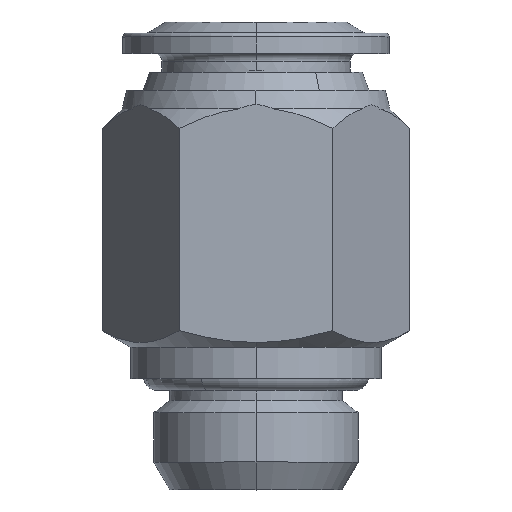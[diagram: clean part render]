
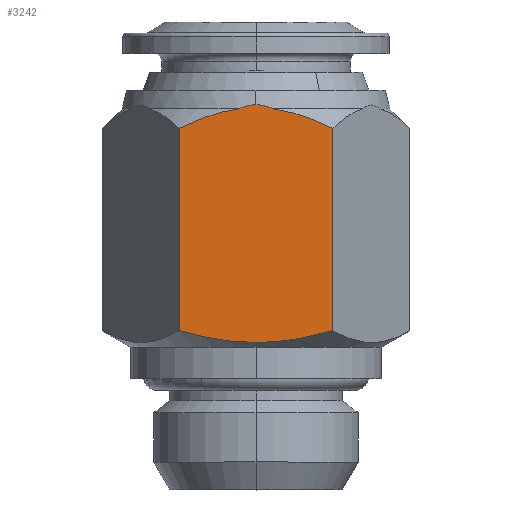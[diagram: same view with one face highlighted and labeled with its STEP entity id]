
A CAD part, top view. The second image highlights one B-rep face of the part: STEP entity #3242.
In plain terms, the highlighted planar face has unit normal (0, 0, 1).
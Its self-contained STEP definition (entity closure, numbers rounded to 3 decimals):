
#37 = CARTESIAN_POINT ( 'NONE',  ( -1.105, 24.3, 8.5 ) ) ;
#45 = CARTESIAN_POINT ( 'NONE',  ( -4.907, 23.057, 8.5 ) ) ;
#55 = EDGE_CURVE ( 'NONE', #1334, #2795, #1472, .T. ) ;
#97 = ORIENTED_EDGE ( 'NONE', *, *, #1556, .F. ) ;
#123 = CARTESIAN_POINT ( 'NONE',  ( -1.105, 24.3, 8.5 ) ) ;
#206 = CARTESIAN_POINT ( 'NONE',  ( -0.932, 24.383, 8.5 ) ) ;
#208 = CARTESIAN_POINT ( 'NONE',  ( 0.38, 24.543, 8.5 ) ) ;
#211 = CARTESIAN_POINT ( 'NONE',  ( -3.291, 9.724, 8.5 ) ) ;
#271 = EDGE_CURVE ( 'NONE', #2063, #3610, #427, .T. ) ;
#280 = CARTESIAN_POINT ( 'NONE',  ( 0., 24.567, 8.5 ) ) ;
#328 = ORIENTED_EDGE ( 'NONE', *, *, #2685, .T. ) ;
#364 = EDGE_CURVE ( 'NONE', #2795, #3295, #2431, .T. ) ;
#427 = B_SPLINE_CURVE_WITH_KNOTS ( 'NONE', 3,
 ( #280, #2950, #208, #2991, #2276, #1149 ),
 .UNSPECIFIED., .F., .F.,
 ( 4, 2, 4 ),
 ( 0.007, 0.007, 0.008 ),
 .UNSPECIFIED. ) ;
#552 = ORIENTED_EDGE ( 'NONE', *, *, #975, .F. ) ;
#585 = CARTESIAN_POINT ( 'NONE',  ( -0.83, 9.389, 8.5 ) ) ;
#668 = CARTESIAN_POINT ( 'NONE',  ( -3.694, 23.623, 8.5 ) ) ;
#689 = CARTESIAN_POINT ( 'NONE',  ( -4.307, 23.357, 8.5 ) ) ;
#707 = VECTOR ( 'NONE', #3191, 1000. ) ;
#781 = CARTESIAN_POINT ( 'NONE',  ( -4.907, 10.148, 8.5 ) ) ;
#792 = B_SPLINE_CURVE_WITH_KNOTS ( 'NONE', 3,
 ( #2705, #1729, #1156, #2996, #2333, #3841 ),
 .UNSPECIFIED., .F., .F.,
 ( 4, 2, 4 ),
 ( 0.023, 0.026, 0.028 ),
 .UNSPECIFIED. ) ;
#845 = CARTESIAN_POINT ( 'NONE',  ( -1.654, 9.46, 8.5 ) ) ;
#848 = DIRECTION ( 'NONE',  ( 0., 0., 1. ) ) ;
#975 = EDGE_CURVE ( 'NONE', #3295, #2063, #2575, .T. ) ;
#1040 = CARTESIAN_POINT ( 'NONE',  ( 3.689, 23.625, 8.5 ) ) ;
#1041 = EDGE_CURVE ( 'NONE', #3345, #1414, #792, .T. ) ;
#1076 = CARTESIAN_POINT ( 'NONE',  ( -4.907, 23.057, 8.5 ) ) ;
#1089 = CARTESIAN_POINT ( 'NONE',  ( 1.105, 24.3, 8.5 ) ) ;
#1097 = CARTESIAN_POINT ( 'NONE',  ( -0.383, 24.542, 8.5 ) ) ;
#1149 = CARTESIAN_POINT ( 'NONE',  ( 1.105, 24.3, 8.5 ) ) ;
#1156 = CARTESIAN_POINT ( 'NONE',  ( 3.31, 9.728, 8.5 ) ) ;
#1334 = VERTEX_POINT ( 'NONE', #781 ) ;
#1389 = PLANE ( 'NONE',  #3626 ) ;
#1411 = CARTESIAN_POINT ( 'NONE',  ( -4.907, 5.5, 8.5 ) ) ;
#1414 = VERTEX_POINT ( 'NONE', #3787 ) ;
#1472 = LINE ( 'NONE', #2675, #707 ) ;
#1556 = EDGE_CURVE ( 'NONE', #1414, #1334, #2173, .T. ) ;
#1567 = CARTESIAN_POINT ( 'NONE',  ( -1.436, 24.257, 8.5 ) ) ;
#1568 = CARTESIAN_POINT ( 'NONE',  ( 4.907, 5.5, 8.5 ) ) ;
#1663 = CARTESIAN_POINT ( 'NONE',  ( 0., 24.567, 8.5 ) ) ;
#1672 = CARTESIAN_POINT ( 'NONE',  ( -0.191, 24.567, 8.5 ) ) ;
#1688 = CARTESIAN_POINT ( 'NONE',  ( 2.425, 24.052, 8.5 ) ) ;
#1729 = CARTESIAN_POINT ( 'NONE',  ( 4.114, 9.919, 8.5 ) ) ;
#1878 = CARTESIAN_POINT ( 'NONE',  ( -2.745, 23.944, 8.5 ) ) ;
#1946 = CARTESIAN_POINT ( 'NONE',  ( -0.752, 24.451, 8.5 ) ) ;
#2003 = FACE_OUTER_BOUND ( 'NONE', #2006, .T. ) ;
#2006 = EDGE_LOOP ( 'NONE', ( #328, #2193, #2878, #552, #3084, #3814, #97, #2970 ) ) ;
#2063 = VERTEX_POINT ( 'NONE', #1663 ) ;
#2173 = B_SPLINE_CURVE_WITH_KNOTS ( 'NONE', 3,
 ( #3785, #585, #845, #211, #2960, #2318 ),
 .UNSPECIFIED., .F., .F.,
 ( 4, 2, 4 ),
 ( 0.028, 0.031, 0.033 ),
 .UNSPECIFIED. ) ;
#2193 = ORIENTED_EDGE ( 'NONE', *, *, #3617, .F. ) ;
#2276 = CARTESIAN_POINT ( 'NONE',  ( 0.934, 24.382, 8.5 ) ) ;
#2318 = CARTESIAN_POINT ( 'NONE',  ( -4.907, 10.148, 8.5 ) ) ;
#2333 = CARTESIAN_POINT ( 'NONE',  ( 0.831, 9.389, 8.5 ) ) ;
#2430 = VERTEX_POINT ( 'NONE', #3112 ) ;
#2431 = B_SPLINE_CURVE_WITH_KNOTS ( 'NONE', 3,
 ( #45, #689, #668, #1878, #3625, #2798, #1567, #123 ),
 .UNSPECIFIED., .F., .F.,
 ( 4, 2, 2, 4 ),
 ( 0.008, 0.01, 0.011, 0.012 ),
 .UNSPECIFIED. ) ;
#2575 = B_SPLINE_CURVE_WITH_KNOTS ( 'NONE', 3,
 ( #3802, #206, #1946, #1097, #1672, #3205 ),
 .UNSPECIFIED., .F., .F.,
 ( 4, 2, 4 ),
 ( 0.006, 0.006, 0.007 ),
 .UNSPECIFIED. ) ;
#2675 = CARTESIAN_POINT ( 'NONE',  ( -4.907, 5.5, 8.5 ) ) ;
#2685 = EDGE_CURVE ( 'NONE', #3345, #2430, #3324, .T. ) ;
#2705 = CARTESIAN_POINT ( 'NONE',  ( 4.907, 10.148, 8.5 ) ) ;
#2795 = VERTEX_POINT ( 'NONE', #1076 ) ;
#2798 = CARTESIAN_POINT ( 'NONE',  ( -1.769, 24.195, 8.5 ) ) ;
#2878 = ORIENTED_EDGE ( 'NONE', *, *, #271, .F. ) ;
#2880 = CARTESIAN_POINT ( 'NONE',  ( 4.907, 23.057, 8.5 ) ) ;
#2950 = CARTESIAN_POINT ( 'NONE',  ( 0.192, 24.567, 8.5 ) ) ;
#2960 = CARTESIAN_POINT ( 'NONE',  ( -4.109, 9.917, 8.5 ) ) ;
#2970 = ORIENTED_EDGE ( 'NONE', *, *, #1041, .F. ) ;
#2991 = CARTESIAN_POINT ( 'NONE',  ( 0.753, 24.45, 8.5 ) ) ;
#2996 = CARTESIAN_POINT ( 'NONE',  ( 1.672, 9.462, 8.5 ) ) ;
#3015 = DIRECTION ( 'NONE',  ( 0., 1., 0. ) ) ;
#3084 = ORIENTED_EDGE ( 'NONE', *, *, #364, .F. ) ;
#3112 = CARTESIAN_POINT ( 'NONE',  ( 4.907, 23.057, 8.5 ) ) ;
#3191 = DIRECTION ( 'NONE',  ( 0., 1., 0. ) ) ;
#3205 = CARTESIAN_POINT ( 'NONE',  ( 0., 24.567, 8.5 ) ) ;
#3217 = CARTESIAN_POINT ( 'NONE',  ( 4.307, 23.357, 8.5 ) ) ;
#3242 = ADVANCED_FACE ( 'NONE', ( #2003 ), #1389, .T. ) ;
#3253 = DIRECTION ( 'NONE',  ( 1., 0., 0. ) ) ;
#3295 = VERTEX_POINT ( 'NONE', #37 ) ;
#3324 = LINE ( 'NONE', #1568, #3496 ) ;
#3329 = B_SPLINE_CURVE_WITH_KNOTS ( 'NONE', 3,
 ( #3757, #3739, #1688, #1040, #3217, #2880 ),
 .UNSPECIFIED., .F., .F.,
 ( 4, 2, 4 ),
 ( 0.014, 0.016, 0.018 ),
 .UNSPECIFIED. ) ;
#3345 = VERTEX_POINT ( 'NONE', #3669 ) ;
#3496 = VECTOR ( 'NONE', #3015, 1000. ) ;
#3610 = VERTEX_POINT ( 'NONE', #1089 ) ;
#3617 = EDGE_CURVE ( 'NONE', #3610, #2430, #3329, .T. ) ;
#3625 = CARTESIAN_POINT ( 'NONE',  ( -2.423, 24.039, 8.5 ) ) ;
#3626 = AXIS2_PLACEMENT_3D ( 'NONE', #1411, #848, #3253 ) ;
#3669 = CARTESIAN_POINT ( 'NONE',  ( 4.907, 10.148, 8.5 ) ) ;
#3739 = CARTESIAN_POINT ( 'NONE',  ( 1.777, 24.213, 8.5 ) ) ;
#3757 = CARTESIAN_POINT ( 'NONE',  ( 1.105, 24.3, 8.5 ) ) ;
#3785 = CARTESIAN_POINT ( 'NONE',  ( 0., 9.389, 8.5 ) ) ;
#3787 = CARTESIAN_POINT ( 'NONE',  ( 0., 9.389, 8.5 ) ) ;
#3802 = CARTESIAN_POINT ( 'NONE',  ( -1.105, 24.3, 8.5 ) ) ;
#3814 = ORIENTED_EDGE ( 'NONE', *, *, #55, .F. ) ;
#3841 = CARTESIAN_POINT ( 'NONE',  ( 0., 9.389, 8.5 ) ) ;
